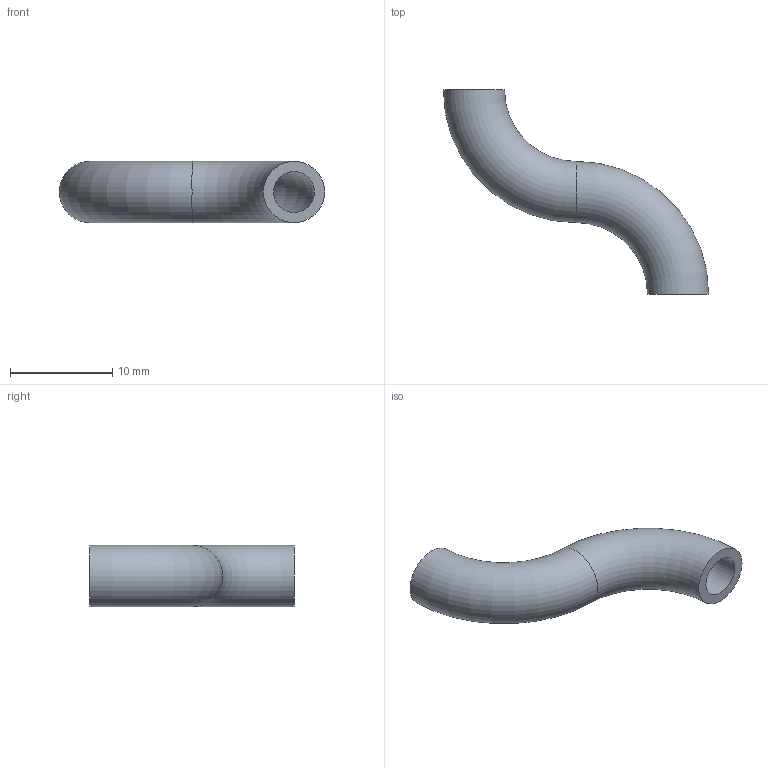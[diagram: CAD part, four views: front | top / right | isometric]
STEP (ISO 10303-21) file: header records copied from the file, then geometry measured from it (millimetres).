
FILE_DESCRIPTION(('FreeCAD Model'),'2;1');
FILE_NAME( 'codo2.stp', '2022-02-27T12:01:53',('FreeCAD'),('FreeCAD'), 'Open CASCADE STEP processor 7.3','FreeCAD','Unknown');
FILE_SCHEMA(('AUTOMOTIVE_DESIGN { 1 0 10303 214 1 1 1 1 }'));
Length unit declared in the file: millimetre
Products named in the file (2): Open CASCADE STEP translator 7.3 20; Open CASCADE STEP translator 7.3 20.1
Assembly tree (1 placements, depth 2):
  Open CASCADE STEP translator 7.3 20
    Open CASCADE STEP translator 7.3 20.1
Bounding box: 26 x 20 x 6 mm (x, y, z)
Volume: 493.5 mm3; surface area: 1018.4 mm2
Topology: 1 solids, 1 shells, 6 faces, 12 edges, 8 vertices
Faces by surface type: torus 4, plane 2
Entity records: 358 total; most frequent: CARTESIAN_POINT 68, DIRECTION 58, ORIENTED_EDGE 24, PCURVE 24, DEFINITIONAL_REPRESENTATION 24, AXIS2_PLACEMENT_3D 20, LINE 16, VECTOR 16
